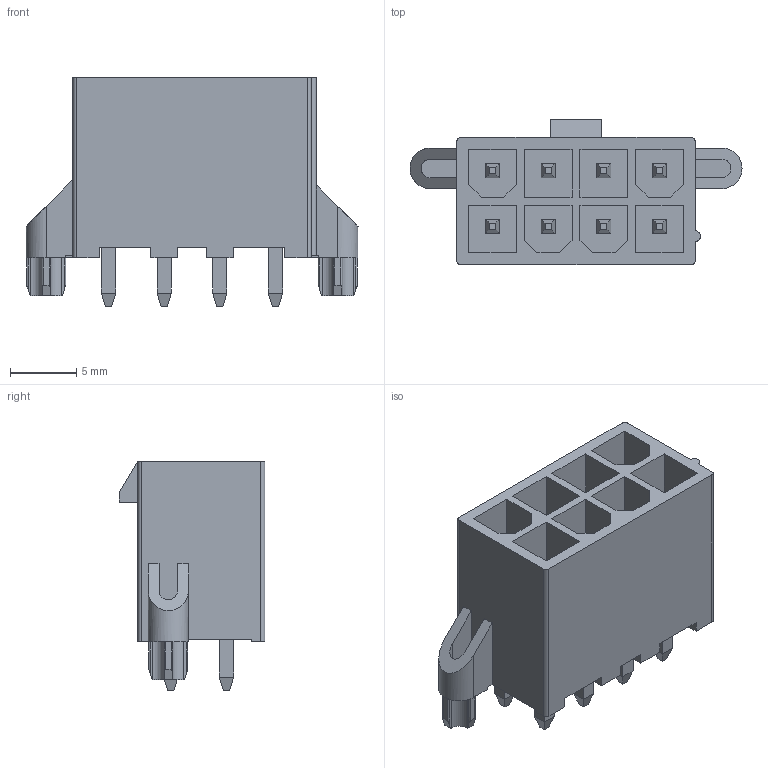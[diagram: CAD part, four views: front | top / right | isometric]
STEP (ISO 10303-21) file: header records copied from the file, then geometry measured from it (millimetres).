
FILE_DESCRIPTION( ( 'STEP AP214' ), '1' );
FILE_NAME( '462070008.stp', '2019-11-18T18:49:59', ( '' ), ( '' ), ' ', 'PARTsolutions', ' ' );
FILE_SCHEMA( ( 'AUTOMOTIVE_DESIGN { 1 0 10303 214 1 1 1 1 }' ) );
Length unit declared in the file: millimetre
Products named in the file (2): 462070008; 1
Assembly tree (1 placements, depth 2):
  462070008
    1
Bounding box: 25.06 x 11 x 17.26 mm (x, y, z)
Volume: 1497.3 mm3; surface area: 2607.6 mm2
Topology: 1 solids, 1 shells, 327 faces, 831 edges, 532 vertices
Faces by surface type: plane 294, cylinder 33
Entity records: 9813 total; most frequent: CARTESIAN_POINT 1905, ORIENTED_EDGE 1662, DIRECTION 1515, EDGE_CURVE 831, LINE 765, VECTOR 765, VERTEX_POINT 532, AXIS2_PLACEMENT_3D 375
